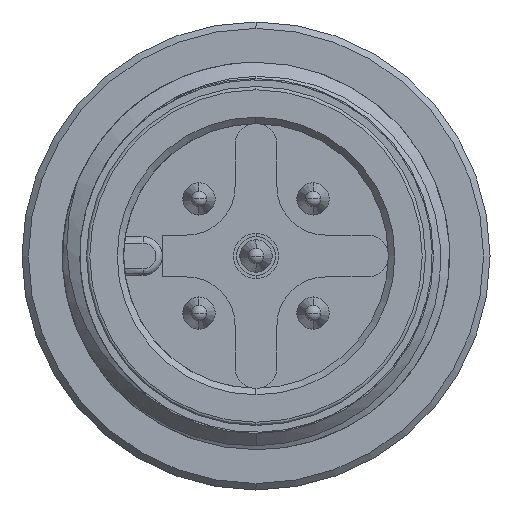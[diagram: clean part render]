
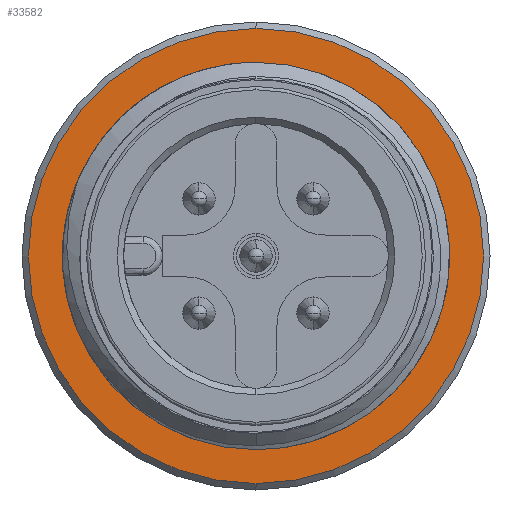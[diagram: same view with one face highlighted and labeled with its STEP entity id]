
A CAD part, left-side view. The second image highlights one B-rep face of the part: STEP entity #33582.
In plain terms, the highlighted planar face has unit normal (-1, 0, 0).
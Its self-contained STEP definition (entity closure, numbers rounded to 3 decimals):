
#42 = ORIENTED_EDGE ( 'NONE', *, *, #13380, .T. ) ;
#632 = VERTEX_POINT ( 'NONE', #27764 ) ;
#816 = EDGE_CURVE ( 'NONE', #41808, #44646, #32575, .T. ) ;
#1007 = DIRECTION ( 'NONE',  ( 1., 0., 0. ) ) ;
#2158 = CARTESIAN_POINT ( 'NONE',  ( 7.3, 0., 0. ) ) ;
#3079 = VERTEX_POINT ( 'NONE', #31720 ) ;
#5274 = ORIENTED_EDGE ( 'NONE', *, *, #31353, .F. ) ;
#6754 = DIRECTION ( 'NONE',  ( -1., 0., 0. ) ) ;
#8098 = AXIS2_PLACEMENT_3D ( 'NONE', #2158, #35362, #24234 ) ;
#9449 = AXIS2_PLACEMENT_3D ( 'NONE', #48294, #47813, #22340 ) ;
#9970 = DIRECTION ( 'NONE',  ( 0., 0., 1. ) ) ;
#11193 = AXIS2_PLACEMENT_3D ( 'NONE', #29945, #26748, #22561 ) ;
#13380 = EDGE_CURVE ( 'NONE', #632, #3079, #41871, .T. ) ;
#14995 = EDGE_LOOP ( 'NONE', ( #5274, #35134 ) ) ;
#15306 = AXIS2_PLACEMENT_3D ( 'NONE', #34941, #1007, #46797 ) ;
#17004 = EDGE_CURVE ( 'NONE', #3079, #632, #48427, .T. ) ;
#17866 = EDGE_LOOP ( 'NONE', ( #42, #24139 ) ) ;
#19845 = FACE_BOUND ( 'NONE', #14995, .T. ) ;
#22340 = DIRECTION ( 'NONE',  ( 0., 0., -1. ) ) ;
#22561 = DIRECTION ( 'NONE',  ( 0., 0., 1. ) ) ;
#24139 = ORIENTED_EDGE ( 'NONE', *, *, #17004, .T. ) ;
#24234 = DIRECTION ( 'NONE',  ( 0., 0., -1. ) ) ;
#26748 = DIRECTION ( 'NONE',  ( -1., 0., 0. ) ) ;
#27764 = CARTESIAN_POINT ( 'NONE',  ( 7.3, 0., -7.05 ) ) ;
#29783 = CARTESIAN_POINT ( 'NONE',  ( 7.3, 0., 0. ) ) ;
#29945 = CARTESIAN_POINT ( 'NONE',  ( 7.3, 0., 0. ) ) ;
#30970 = AXIS2_PLACEMENT_3D ( 'NONE', #29783, #6754, #9970 ) ;
#31353 = EDGE_CURVE ( 'NONE', #44646, #41808, #38065, .T. ) ;
#31720 = CARTESIAN_POINT ( 'NONE',  ( 7.3, 0., 7.05 ) ) ;
#32575 = CIRCLE ( 'NONE', #11193, 6. ) ;
#33582 = ADVANCED_FACE ( 'NONE', ( #38872, #19845 ), #39113, .F. ) ;
#34941 = CARTESIAN_POINT ( 'NONE',  ( 7.3, 6., 0. ) ) ;
#35134 = ORIENTED_EDGE ( 'NONE', *, *, #816, .F. ) ;
#35362 = DIRECTION ( 'NONE',  ( -1., 0., 0. ) ) ;
#38065 = CIRCLE ( 'NONE', #30970, 6. ) ;
#38872 = FACE_OUTER_BOUND ( 'NONE', #17866, .T. ) ;
#39113 = PLANE ( 'NONE',  #15306 ) ;
#41808 = VERTEX_POINT ( 'NONE', #43793 ) ;
#41871 = CIRCLE ( 'NONE', #9449, 7.05 ) ;
#43772 = CARTESIAN_POINT ( 'NONE',  ( 7.3, 0., 6. ) ) ;
#43793 = CARTESIAN_POINT ( 'NONE',  ( 7.3, 0., -6. ) ) ;
#44646 = VERTEX_POINT ( 'NONE', #43772 ) ;
#46797 = DIRECTION ( 'NONE',  ( 0., 0., -1. ) ) ;
#47813 = DIRECTION ( 'NONE',  ( -1., 0., 0. ) ) ;
#48294 = CARTESIAN_POINT ( 'NONE',  ( 7.3, 0., 0. ) ) ;
#48427 = CIRCLE ( 'NONE', #8098, 7.05 ) ;
